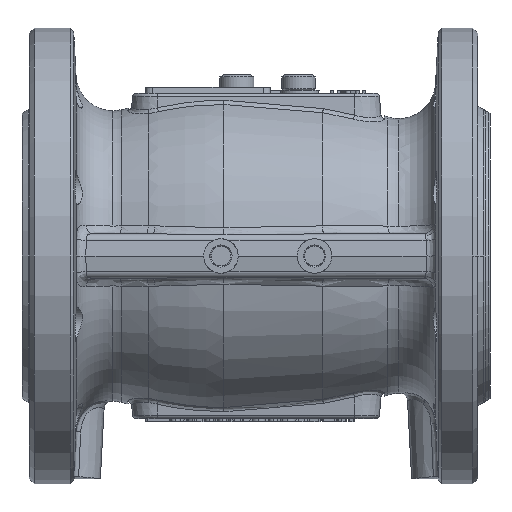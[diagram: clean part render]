
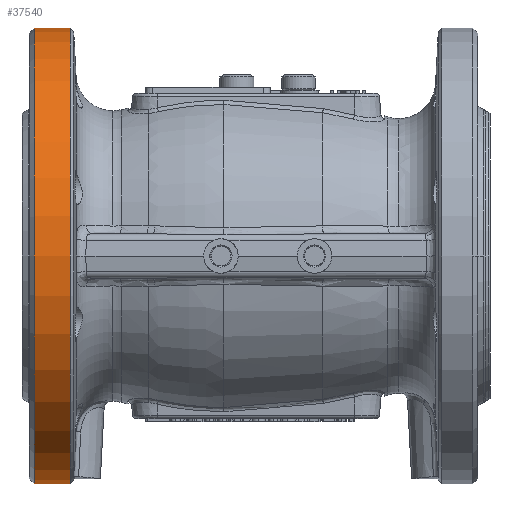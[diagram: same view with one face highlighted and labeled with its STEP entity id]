
A CAD part, front view. The second image highlights one B-rep face of the part: STEP entity #37540.
In plain terms, the highlighted cylindrical face has radius 92.5 mm (diameter 185 mm), a partial arc.
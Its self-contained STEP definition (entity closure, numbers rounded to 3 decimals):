
#4166 = CARTESIAN_POINT ( 'NONE',  ( -102.389, -74.8, 0. ) ) ;
#6474 = EDGE_CURVE ( 'NONE', #23748, #82255, #47741, .T. ) ;
#9554 = DIRECTION ( 'NONE',  ( -1., 0., 0. ) ) ;
#11666 = DIRECTION ( 'NONE',  ( -1., 0., 0. ) ) ;
#18613 = AXIS2_PLACEMENT_3D ( 'NONE', #28355, #84310, #36384 ) ;
#19219 = VERTEX_POINT ( 'NONE', #61325 ) ;
#19567 = VERTEX_POINT ( 'NONE', #67868 ) ;
#19897 = DIRECTION ( 'NONE',  ( 0., 0., 1. ) ) ;
#20740 = EDGE_CURVE ( 'NONE', #23748, #19567, #80995, .T. ) ;
#23057 = EDGE_LOOP ( 'NONE', ( #40974, #37466, #60284, #81424 ) ) ;
#23748 = VERTEX_POINT ( 'NONE', #42014 ) ;
#25274 = CARTESIAN_POINT ( 'NONE',  ( -102.389, -74.8, -92.5 ) ) ;
#26815 = DIRECTION ( 'NONE',  ( -1., 0., 0. ) ) ;
#28355 = CARTESIAN_POINT ( 'NONE',  ( -80.253, -74.8, 0. ) ) ;
#29071 = VECTOR ( 'NONE', #26815, 1000. ) ;
#36384 = DIRECTION ( 'NONE',  ( 0., 0., 1. ) ) ;
#37466 = ORIENTED_EDGE ( 'NONE', *, *, #6474, .T. ) ;
#37540 = ADVANCED_FACE ( 'NONE', ( #59469 ), #78186, .T. ) ;
#40974 = ORIENTED_EDGE ( 'NONE', *, *, #20740, .F. ) ;
#42014 = CARTESIAN_POINT ( 'NONE',  ( -80.253, -74.8, -92.5 ) ) ;
#47741 = CIRCLE ( 'NONE', #18613, 92.5 ) ;
#59469 = FACE_OUTER_BOUND ( 'NONE', #23057, .T. ) ;
#59590 = CARTESIAN_POINT ( 'NONE',  ( -94.753, -74.8, 0. ) ) ;
#59591 = AXIS2_PLACEMENT_3D ( 'NONE', #59590, #11666, #67632 ) ;
#59784 = VECTOR ( 'NONE', #9554, 1000. ) ;
#60284 = ORIENTED_EDGE ( 'NONE', *, *, #90017, .T. ) ;
#61325 = CARTESIAN_POINT ( 'NONE',  ( -94.753, -74.8, 92.5 ) ) ;
#65008 = AXIS2_PLACEMENT_3D ( 'NONE', #4166, #99992, #19897 ) ;
#67632 = DIRECTION ( 'NONE',  ( 0., 0., 1. ) ) ;
#67868 = CARTESIAN_POINT ( 'NONE',  ( -94.753, -74.8, -92.5 ) ) ;
#78186 = CYLINDRICAL_SURFACE ( 'NONE', #65008, 92.5 ) ;
#80995 = LINE ( 'NONE', #25274, #59784 ) ;
#81097 = CIRCLE ( 'NONE', #59591, 92.5 ) ;
#81424 = ORIENTED_EDGE ( 'NONE', *, *, #82607, .F. ) ;
#82255 = VERTEX_POINT ( 'NONE', #83787 ) ;
#82607 = EDGE_CURVE ( 'NONE', #19567, #19219, #81097, .T. ) ;
#82736 = CARTESIAN_POINT ( 'NONE',  ( -102.389, -74.8, 92.5 ) ) ;
#83787 = CARTESIAN_POINT ( 'NONE',  ( -80.253, -74.8, 92.5 ) ) ;
#84310 = DIRECTION ( 'NONE',  ( -1., 0., 0. ) ) ;
#90017 = EDGE_CURVE ( 'NONE', #82255, #19219, #92878, .T. ) ;
#92878 = LINE ( 'NONE', #82736, #29071 ) ;
#99992 = DIRECTION ( 'NONE',  ( -1., 0., 0. ) ) ;
